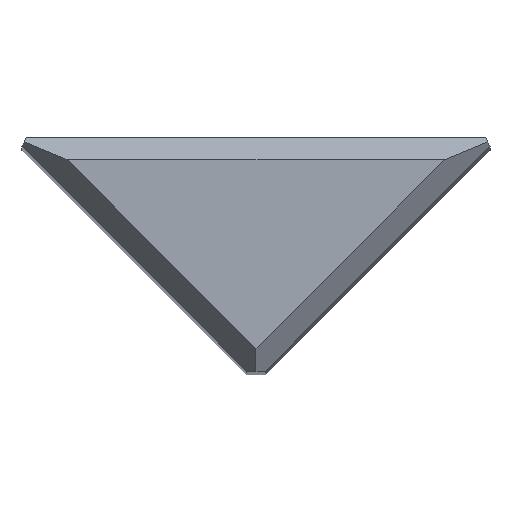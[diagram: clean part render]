
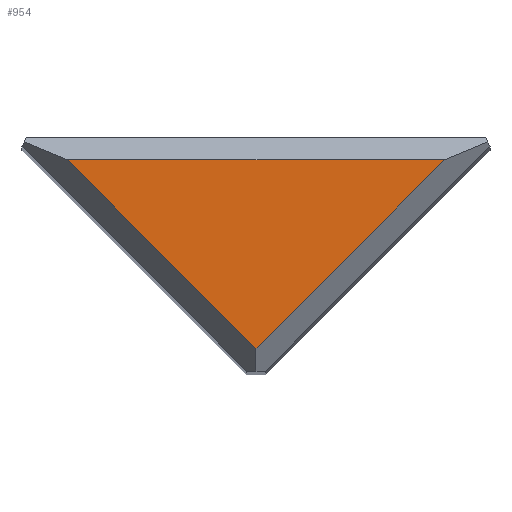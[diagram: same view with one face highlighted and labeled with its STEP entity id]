
A CAD part, top view. The second image highlights one B-rep face of the part: STEP entity #954.
In plain terms, the highlighted planar face has unit normal (0, 0, 1).
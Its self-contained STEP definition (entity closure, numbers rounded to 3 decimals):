
#100 = PLANE('',#101);
#101 = AXIS2_PLACEMENT_3D('',#102,#103,#104);
#102 = CARTESIAN_POINT('',(40.753,0.827,172.25));
#103 = DIRECTION('',(0.5,0.5,-0.707));
#104 = DIRECTION('',(-0.707,0.707,0.)
  );
#314 = PLANE('',#315);
#315 = AXIS2_PLACEMENT_3D('',#316,#317,#318);
#316 = CARTESIAN_POINT('',(51.224,0.4,172.25));
#317 = DIRECTION('',(0.,-0.707,-0.707)
  );
#318 = DIRECTION('',(1.,0.,0.));
#419 = PLANE('',#420);
#420 = AXIS2_PLACEMENT_3D('',#421,#422,#423);
#421 = CARTESIAN_POINT('',(45.723,-4.497,172.25));
#422 = DIRECTION('',(-0.5,0.5,-0.707));
#423 = DIRECTION('',(-0.707,-0.707,-0.));
#484 = VERTEX_POINT('',#485);
#485 = CARTESIAN_POINT('',(41.783,0.15,172.5));
#510 = VERTEX_POINT('',#511);
#511 = CARTESIAN_POINT('',(45.9,-3.967,172.5));
#532 = EDGE_CURVE('',#484,#510,#533,.T.);
#533 = SURFACE_CURVE('',#534,(#538,#545),.PCURVE_S1.);
#534 = LINE('',#535,#536);
#535 = CARTESIAN_POINT('',(40.93,1.004,172.5));
#536 = VECTOR('',#537,1.);
#537 = DIRECTION('',(0.707,-0.707,0.));
#538 = PCURVE('',#100,#539);
#539 = DEFINITIONAL_REPRESENTATION('',(#540),#544);
#540 = LINE('',#541,#542);
#541 = CARTESIAN_POINT('',(0.,0.354));
#542 = VECTOR('',#543,1.);
#543 = DIRECTION('',(-1.,0.));
#544 = ( GEOMETRIC_REPRESENTATION_CONTEXT(2) 
PARAMETRIC_REPRESENTATION_CONTEXT() REPRESENTATION_CONTEXT('2D SPACE',''
  ) );
#545 = PCURVE('',#546,#551);
#546 = PLANE('',#547);
#547 = AXIS2_PLACEMENT_3D('',#548,#549,#550);
#548 = CARTESIAN_POINT('',(45.9,-0.865,172.5));
#549 = DIRECTION('',(0.,0.,1.));
#550 = DIRECTION('',(1.,0.,0.));
#551 = DEFINITIONAL_REPRESENTATION('',(#552),#556);
#552 = LINE('',#553,#554);
#553 = CARTESIAN_POINT('',(-4.97,1.869));
#554 = VECTOR('',#555,1.);
#555 = DIRECTION('',(0.707,-0.707));
#556 = ( GEOMETRIC_REPRESENTATION_CONTEXT(2) 
PARAMETRIC_REPRESENTATION_CONTEXT() REPRESENTATION_CONTEXT('2D SPACE',''
  ) );
#790 = VERTEX_POINT('',#791);
#791 = CARTESIAN_POINT('',(50.017,0.15,172.5));
#836 = EDGE_CURVE('',#790,#484,#837,.T.);
#837 = SURFACE_CURVE('',#838,(#842,#849),.PCURVE_S1.);
#838 = LINE('',#839,#840);
#839 = CARTESIAN_POINT('',(51.224,0.15,172.5));
#840 = VECTOR('',#841,1.);
#841 = DIRECTION('',(-1.,0.,0.));
#842 = PCURVE('',#314,#843);
#843 = DEFINITIONAL_REPRESENTATION('',(#844),#848);
#844 = LINE('',#845,#846);
#845 = CARTESIAN_POINT('',(0.,0.354));
#846 = VECTOR('',#847,1.);
#847 = DIRECTION('',(-1.,0.));
#848 = ( GEOMETRIC_REPRESENTATION_CONTEXT(2) 
PARAMETRIC_REPRESENTATION_CONTEXT() REPRESENTATION_CONTEXT('2D SPACE',''
  ) );
#849 = PCURVE('',#546,#850);
#850 = DEFINITIONAL_REPRESENTATION('',(#851),#855);
#851 = LINE('',#852,#853);
#852 = CARTESIAN_POINT('',(5.324,1.015));
#853 = VECTOR('',#854,1.);
#854 = DIRECTION('',(-1.,0.));
#855 = ( GEOMETRIC_REPRESENTATION_CONTEXT(2) 
PARAMETRIC_REPRESENTATION_CONTEXT() REPRESENTATION_CONTEXT('2D SPACE',''
  ) );
#934 = EDGE_CURVE('',#510,#790,#935,.T.);
#935 = SURFACE_CURVE('',#936,(#940,#947),.PCURVE_S1.);
#936 = LINE('',#937,#938);
#937 = CARTESIAN_POINT('',(45.546,-4.32,172.5));
#938 = VECTOR('',#939,1.);
#939 = DIRECTION('',(0.707,0.707,0.));
#940 = PCURVE('',#419,#941);
#941 = DEFINITIONAL_REPRESENTATION('',(#942),#946);
#942 = LINE('',#943,#944);
#943 = CARTESIAN_POINT('',(0.,0.354));
#944 = VECTOR('',#945,1.);
#945 = DIRECTION('',(-1.,0.));
#946 = ( GEOMETRIC_REPRESENTATION_CONTEXT(2) 
PARAMETRIC_REPRESENTATION_CONTEXT() REPRESENTATION_CONTEXT('2D SPACE',''
  ) );
#947 = PCURVE('',#546,#948);
#948 = DEFINITIONAL_REPRESENTATION('',(#949),#953);
#949 = LINE('',#950,#951);
#950 = CARTESIAN_POINT('',(-0.354,-3.455));
#951 = VECTOR('',#952,1.);
#952 = DIRECTION('',(0.707,0.707));
#953 = ( GEOMETRIC_REPRESENTATION_CONTEXT(2) 
PARAMETRIC_REPRESENTATION_CONTEXT() REPRESENTATION_CONTEXT('2D SPACE',''
  ) );
#954 = ADVANCED_FACE('',(#955),#546,.T.);
#955 = FACE_BOUND('',#956,.T.);
#956 = EDGE_LOOP('',(#957,#958,#959));
#957 = ORIENTED_EDGE('',*,*,#532,.T.);
#958 = ORIENTED_EDGE('',*,*,#934,.T.);
#959 = ORIENTED_EDGE('',*,*,#836,.T.);
